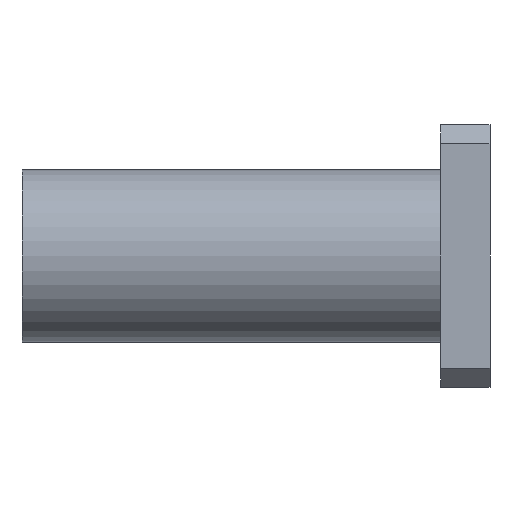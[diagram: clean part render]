
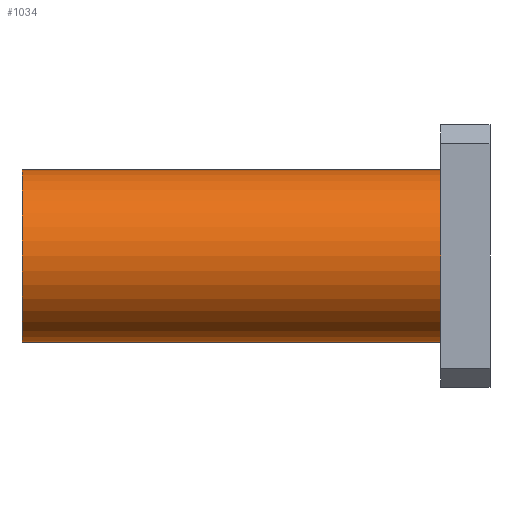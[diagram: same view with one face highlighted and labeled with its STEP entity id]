
A CAD part, left-side view. The second image highlights one B-rep face of the part: STEP entity #1034.
In plain terms, the highlighted cylindrical face has radius 10.5 mm (diameter 21 mm), a partial arc.
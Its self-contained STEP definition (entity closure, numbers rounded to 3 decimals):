
#10 = EDGE_CURVE ( 'NONE', #422, #507, #22, .T. ) ;
#15 = ORIENTED_EDGE ( 'NONE', *, *, #780, .F. ) ;
#17 = VERTEX_POINT ( 'NONE', #84 ) ;
#22 = LINE ( 'NONE', #91, #776 ) ;
#73 = EDGE_CURVE ( 'NONE', #422, #17, #804, .T. ) ;
#84 = CARTESIAN_POINT ( 'NONE',  ( 0., 57., 10.5 ) ) ;
#90 = DIRECTION ( 'NONE',  ( 0., -1., 0. ) ) ;
#91 = CARTESIAN_POINT ( 'NONE',  ( 0., 57., -10.5 ) ) ;
#113 = VECTOR ( 'NONE', #883, 1000. ) ;
#141 = CARTESIAN_POINT ( 'NONE',  ( 0., 57., 0. ) ) ;
#143 = DIRECTION ( 'NONE',  ( 0., 1., 0. ) ) ;
#145 = DIRECTION ( 'NONE',  ( 0., 0., 1. ) ) ;
#202 = CARTESIAN_POINT ( 'NONE',  ( 0., 6., 10.5 ) ) ;
#209 = VERTEX_POINT ( 'NONE', #202 ) ;
#274 = ORIENTED_EDGE ( 'NONE', *, *, #10, .T. ) ;
#351 = CARTESIAN_POINT ( 'NONE',  ( 0., 57., -10.5 ) ) ;
#407 = CARTESIAN_POINT ( 'NONE',  ( 0., 6., -10.5 ) ) ;
#422 = VERTEX_POINT ( 'NONE', #351 ) ;
#507 = VERTEX_POINT ( 'NONE', #407 ) ;
#526 = EDGE_LOOP ( 'NONE', ( #15, #608, #274, #744 ) ) ;
#535 = FACE_OUTER_BOUND ( 'NONE', #526, .T. ) ;
#581 = DIRECTION ( 'NONE',  ( 0., 0., -1. ) ) ;
#594 = DIRECTION ( 'NONE',  ( 0., -1., 0. ) ) ;
#603 = CARTESIAN_POINT ( 'NONE',  ( 0., 57., 0. ) ) ;
#608 = ORIENTED_EDGE ( 'NONE', *, *, #73, .F. ) ;
#659 = CARTESIAN_POINT ( 'NONE',  ( 0., 6., 0. ) ) ;
#661 = DIRECTION ( 'NONE',  ( 0., 1., 0. ) ) ;
#663 = DIRECTION ( 'NONE',  ( 0., 0., 1. ) ) ;
#727 = AXIS2_PLACEMENT_3D ( 'NONE', #603, #594, #581 ) ;
#744 = ORIENTED_EDGE ( 'NONE', *, *, #1096, .T. ) ;
#775 = AXIS2_PLACEMENT_3D ( 'NONE', #659, #661, #663 ) ;
#776 = VECTOR ( 'NONE', #90, 1000. ) ;
#777 = AXIS2_PLACEMENT_3D ( 'NONE', #141, #143, #145 ) ;
#780 = EDGE_CURVE ( 'NONE', #17, #209, #1039, .T. ) ;
#792 = CIRCLE ( 'NONE', #775, 10.5 ) ;
#804 = CIRCLE ( 'NONE', #777, 10.5 ) ;
#883 = DIRECTION ( 'NONE',  ( 0., -1., 0. ) ) ;
#884 = CARTESIAN_POINT ( 'NONE',  ( 0., 57., 10.5 ) ) ;
#1015 = CYLINDRICAL_SURFACE ( 'NONE', #727, 10.5 ) ;
#1034 = ADVANCED_FACE ( 'NONE', ( #535 ), #1015, .T. ) ;
#1039 = LINE ( 'NONE', #884, #113 ) ;
#1096 = EDGE_CURVE ( 'NONE', #507, #209, #792, .T. ) ;
